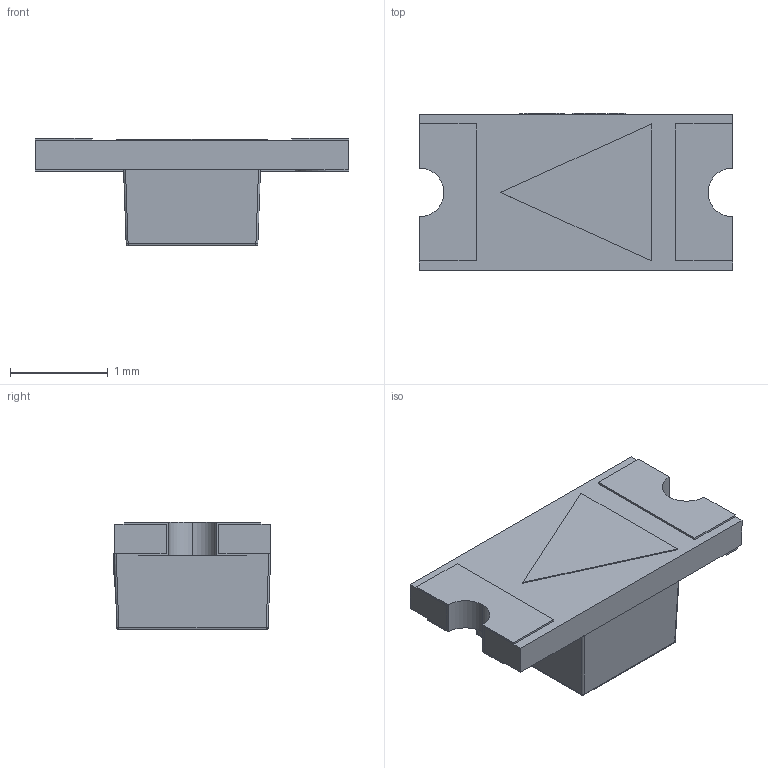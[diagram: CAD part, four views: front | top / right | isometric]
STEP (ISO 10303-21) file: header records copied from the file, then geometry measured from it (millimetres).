
FILE_DESCRIPTION (( 'STEP AP214' ), '1' );
FILE_NAME ('LED1206-R-RD_RED-EH.STEP', '2022-07-02T02:05:41', ( '' ), ( '' ), 'SwSTEP 2.0', 'SolidWorks 2020', '' );
FILE_SCHEMA (( 'AUTOMOTIVE_DESIGN' ));
Length unit declared in the file: millimetre
Products named in the file (1): LED1206-R-RD_RED-EH
Bounding box: 3.2 x 1.61 x 1.1 mm (x, y, z)
Volume: 3.2 mm3; surface area: 17.7 mm2
Topology: 1 solids, 1 shells, 292 faces, 793 edges, 522 vertices
Faces by surface type: plane 172, bspline 98, cylinder 18, sphere 4
Entity records: 12869 total; most frequent: CARTESIAN_POINT 2932, ORIENTED_EDGE 1586, DIRECTION 1009, EDGE_CURVE 793, LINE 555, VECTOR 555, VERTEX_POINT 522, EDGE_LOOP 311
